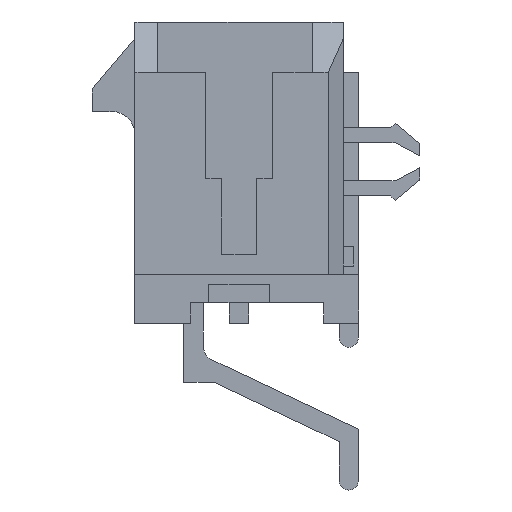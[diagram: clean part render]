
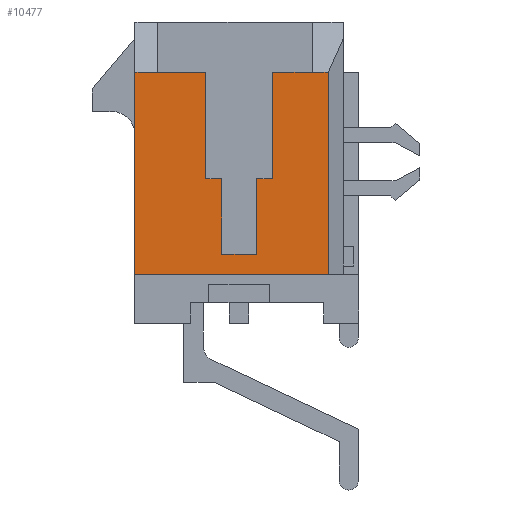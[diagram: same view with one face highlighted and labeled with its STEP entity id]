
A CAD part, left-side view. The second image highlights one B-rep face of the part: STEP entity #10477.
In plain terms, the highlighted planar face has unit normal (-1, 0, 0).
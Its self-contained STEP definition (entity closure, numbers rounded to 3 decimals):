
#2898=DIRECTION('',(0.,0.,-1.));
#2899=VECTOR('',#2898,3.5);
#2900=CARTESIAN_POINT('',(-10.825,-1.1,3.305));
#2901=LINE('',#2900,#2899);
#2902=DIRECTION('',(0.,1.,0.));
#2903=VECTOR('',#2902,1.31);
#2904=CARTESIAN_POINT('',(-10.825,-2.41,3.305));
#2905=LINE('',#2904,#2903);
#2906=DIRECTION('',(0.,-1.,0.));
#2907=VECTOR('',#2906,0.52);
#2908=CARTESIAN_POINT('',(-10.825,-2.41,3.305));
#2909=LINE('',#2908,#2907);
#2910=DIRECTION('',(0.,0.,-1.));
#2911=VECTOR('',#2910,6.66);
#2912=CARTESIAN_POINT('',(-10.825,-2.93,3.305));
#2913=LINE('',#2912,#2911);
#2914=DIRECTION('',(0.,1.,0.));
#2915=VECTOR('',#2914,6.36);
#2916=CARTESIAN_POINT('',(-10.825,-2.93,-3.355));
#2917=LINE('',#2916,#2915);
#2918=DIRECTION('',(0.,0.,1.));
#2919=VECTOR('',#2918,6.66);
#2920=CARTESIAN_POINT('',(-10.825,3.43,-3.355));
#2921=LINE('',#2920,#2919);
#2922=DIRECTION('',(0.,-1.,0.));
#2923=VECTOR('',#2922,0.75);
#2924=CARTESIAN_POINT('',(-10.825,3.43,3.305));
#2925=LINE('',#2924,#2923);
#2926=DIRECTION('',(0.,1.,0.));
#2927=VECTOR('',#2926,1.58);
#2928=CARTESIAN_POINT('',(-10.825,1.1,3.305));
#2929=LINE('',#2928,#2927);
#2930=DIRECTION('',(0.,0.,-1.));
#2931=VECTOR('',#2930,3.5);
#2932=CARTESIAN_POINT('',(-10.825,1.1,3.305));
#2933=LINE('',#2932,#2931);
#2934=DIRECTION('',(0.,1.,0.));
#2935=VECTOR('',#2934,0.525);
#2936=CARTESIAN_POINT('',(-10.825,0.575,-0.195));
#2937=LINE('',#2936,#2935);
#2938=DIRECTION('',(0.,0.,1.));
#2939=VECTOR('',#2938,2.5);
#2940=CARTESIAN_POINT('',(-10.825,0.575,-2.695));
#2941=LINE('',#2940,#2939);
#2942=DIRECTION('',(0.,1.,0.));
#2943=VECTOR('',#2942,1.15);
#2944=CARTESIAN_POINT('',(-10.825,-0.575,-2.695));
#2945=LINE('',#2944,#2943);
#2946=DIRECTION('',(0.,0.,-1.));
#2947=VECTOR('',#2946,2.5);
#2948=CARTESIAN_POINT('',(-10.825,-0.575,-0.195));
#2949=LINE('',#2948,#2947);
#2950=DIRECTION('',(0.,1.,0.));
#2951=VECTOR('',#2950,0.525);
#2952=CARTESIAN_POINT('',(-10.825,-1.1,-0.195));
#2953=LINE('',#2952,#2951);
#5488=CARTESIAN_POINT('',(-10.825,3.43,3.305));
#5490=VERTEX_POINT('',#5488);
#5539=CARTESIAN_POINT('',(-10.825,2.68,3.305));
#5540=VERTEX_POINT('',#5539);
#5541=CARTESIAN_POINT('',(-10.825,-2.41,3.305));
#5542=VERTEX_POINT('',#5541);
#5661=CARTESIAN_POINT('',(-10.825,-1.1,3.305));
#5662=CARTESIAN_POINT('',(-10.825,-1.1,-0.195));
#5663=VERTEX_POINT('',#5661);
#5664=VERTEX_POINT('',#5662);
#5665=CARTESIAN_POINT('',(-10.825,-0.575,-0.195));
#5666=VERTEX_POINT('',#5665);
#5667=CARTESIAN_POINT('',(-10.825,-0.575,-2.695));
#5668=VERTEX_POINT('',#5667);
#5669=CARTESIAN_POINT('',(-10.825,0.575,-2.695));
#5670=VERTEX_POINT('',#5669);
#5671=CARTESIAN_POINT('',(-10.825,0.575,-0.195));
#5672=VERTEX_POINT('',#5671);
#5673=CARTESIAN_POINT('',(-10.825,1.1,-0.195));
#5674=VERTEX_POINT('',#5673);
#5675=CARTESIAN_POINT('',(-10.825,1.1,3.305));
#5676=VERTEX_POINT('',#5675);
#6737=CARTESIAN_POINT('',(-10.825,3.43,-3.355));
#6738=VERTEX_POINT('',#6737);
#6743=CARTESIAN_POINT('',(-10.825,-2.93,3.305));
#6744=VERTEX_POINT('',#6743);
#6745=CARTESIAN_POINT('',(-10.825,-2.93,-3.355));
#6746=VERTEX_POINT('',#6745);
#10447=CARTESIAN_POINT('',(-10.825,0.,0.));
#10448=DIRECTION('',(1.,0.,0.));
#10449=DIRECTION('',(0.,0.,-1.));
#10450=AXIS2_PLACEMENT_3D('',#10447,#10448,#10449);
#10451=PLANE('',#10450);
#10453=ORIENTED_EDGE('',*,*,#10452,.F.);
#10455=ORIENTED_EDGE('',*,*,#10454,.F.);
#10457=ORIENTED_EDGE('',*,*,#10456,.T.);
#10458=ORIENTED_EDGE('',*,*,#7728,.T.);
#10459=ORIENTED_EDGE('',*,*,#7775,.T.);
#10461=ORIENTED_EDGE('',*,*,#10460,.T.);
#10463=ORIENTED_EDGE('',*,*,#10462,.T.);
#10465=ORIENTED_EDGE('',*,*,#10464,.F.);
#10467=ORIENTED_EDGE('',*,*,#10466,.T.);
#10469=ORIENTED_EDGE('',*,*,#10468,.F.);
#10470=ORIENTED_EDGE('',*,*,#10440,.F.);
#10471=ORIENTED_EDGE('',*,*,#10326,.F.);
#10472=ORIENTED_EDGE('',*,*,#10397,.F.);
#10474=ORIENTED_EDGE('',*,*,#10473,.F.);
#10475=EDGE_LOOP('',(#10453,#10455,#10457,#10458,#10459,#10461,#10463,#10465,
#10467,#10469,#10470,#10471,#10472,#10474));
#10476=FACE_OUTER_BOUND('',#10475,.F.);
#10477=ADVANCED_FACE('',(#10476),#10451,.F.);
#7728=EDGE_CURVE('',#6744,#6746,#2913,.T.);
#7775=EDGE_CURVE('',#6746,#6738,#2917,.T.);
#10326=EDGE_CURVE('',#5668,#5670,#2945,.T.);
#10397=EDGE_CURVE('',#5666,#5668,#2949,.T.);
#10440=EDGE_CURVE('',#5670,#5672,#2941,.T.);
#10452=EDGE_CURVE('',#5663,#5664,#2901,.T.);
#10454=EDGE_CURVE('',#5542,#5663,#2905,.T.);
#10456=EDGE_CURVE('',#5542,#6744,#2909,.T.);
#10460=EDGE_CURVE('',#6738,#5490,#2921,.T.);
#10462=EDGE_CURVE('',#5490,#5540,#2925,.T.);
#10464=EDGE_CURVE('',#5676,#5540,#2929,.T.);
#10466=EDGE_CURVE('',#5676,#5674,#2933,.T.);
#10468=EDGE_CURVE('',#5672,#5674,#2937,.T.);
#10473=EDGE_CURVE('',#5664,#5666,#2953,.T.);
